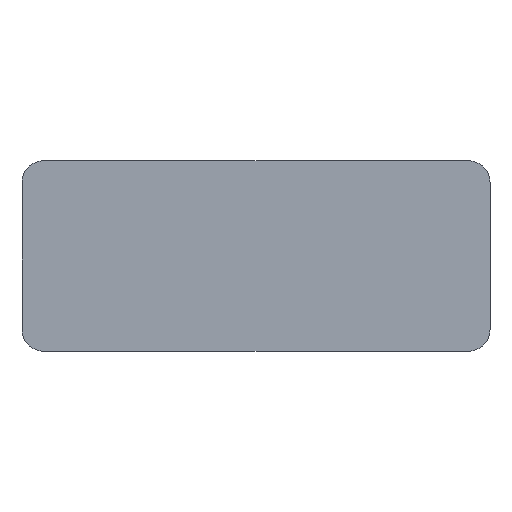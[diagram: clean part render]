
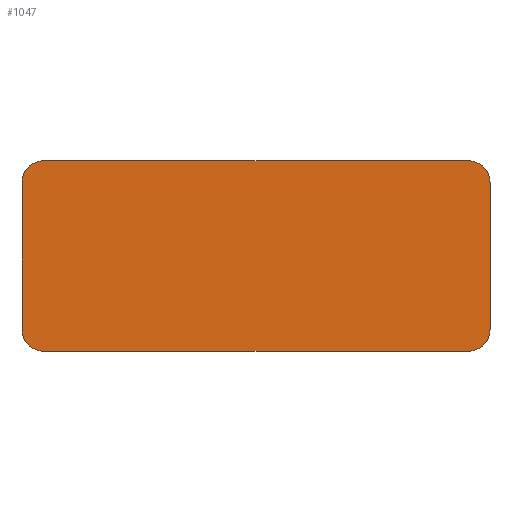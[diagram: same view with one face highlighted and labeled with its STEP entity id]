
A CAD part, top view. The second image highlights one B-rep face of the part: STEP entity #1047.
In plain terms, the highlighted planar face has unit normal (0, 0, 1).
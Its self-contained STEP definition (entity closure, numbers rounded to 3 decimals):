
#49=PLANE('',#1141);
#101=FACE_OUTER_BOUND('',#161,.T.);
#161=EDGE_LOOP('',(#917,#918,#919,#920,#921,#922,#923,#924));
#255=LINE('',#1696,#365);
#258=LINE('',#1704,#368);
#261=LINE('',#1712,#371);
#264=LINE('',#1719,#374);
#365=VECTOR('',#1379,40.386);
#368=VECTOR('',#1388,13.97);
#371=VECTOR('',#1397,40.386);
#374=VECTOR('',#1406,13.97);
#427=CIRCLE('',#1130,2.083);
#428=CIRCLE('',#1133,2.083);
#429=CIRCLE('',#1136,2.083);
#430=CIRCLE('',#1139,2.083);
#515=VERTEX_POINT('',#1689);
#516=VERTEX_POINT('',#1690);
#517=VERTEX_POINT('',#1695);
#518=VERTEX_POINT('',#1699);
#519=VERTEX_POINT('',#1703);
#520=VERTEX_POINT('',#1707);
#521=VERTEX_POINT('',#1711);
#522=VERTEX_POINT('',#1715);
#645=EDGE_CURVE('',#515,#516,#427,.T.);
#648=EDGE_CURVE('',#516,#517,#255,.T.);
#650=EDGE_CURVE('',#517,#518,#428,.T.);
#652=EDGE_CURVE('',#518,#519,#258,.T.);
#654=EDGE_CURVE('',#519,#520,#429,.T.);
#656=EDGE_CURVE('',#520,#521,#261,.T.);
#658=EDGE_CURVE('',#521,#522,#430,.T.);
#660=EDGE_CURVE('',#522,#515,#264,.T.);
#917=ORIENTED_EDGE('',*,*,#660,.T.);
#918=ORIENTED_EDGE('',*,*,#645,.T.);
#919=ORIENTED_EDGE('',*,*,#648,.T.);
#920=ORIENTED_EDGE('',*,*,#650,.T.);
#921=ORIENTED_EDGE('',*,*,#652,.T.);
#922=ORIENTED_EDGE('',*,*,#654,.T.);
#923=ORIENTED_EDGE('',*,*,#656,.T.);
#924=ORIENTED_EDGE('',*,*,#658,.T.);
#1047=ADVANCED_FACE('',(#101),#49,.T.);
#1130=AXIS2_PLACEMENT_3D('',#1691,#1373,#1374);
#1133=AXIS2_PLACEMENT_3D('',#1700,#1383,#1384);
#1136=AXIS2_PLACEMENT_3D('',#1708,#1392,#1393);
#1139=AXIS2_PLACEMENT_3D('',#1716,#1401,#1402);
#1141=AXIS2_PLACEMENT_3D('',#1720,#1407,#1408);
#1373=DIRECTION('center_axis',(0.,0.,1.));
#1374=DIRECTION('ref_axis',(1.,0.,0.));
#1379=DIRECTION('',(-1.,0.,0.));
#1383=DIRECTION('center_axis',(0.,0.,1.));
#1384=DIRECTION('ref_axis',(0.,1.,0.));
#1388=DIRECTION('',(0.,-1.,0.));
#1392=DIRECTION('center_axis',(0.,0.,1.));
#1393=DIRECTION('ref_axis',(-1.,0.,0.));
#1397=DIRECTION('',(1.,0.,0.));
#1401=DIRECTION('center_axis',(0.,0.,1.));
#1402=DIRECTION('ref_axis',(0.,-1.,0.));
#1406=DIRECTION('',(0.,1.,0.));
#1407=DIRECTION('center_axis',(0.,0.,1.));
#1408=DIRECTION('ref_axis',(1.,0.,0.));
#1689=CARTESIAN_POINT('',(22.276,6.985,19.552));
#1690=CARTESIAN_POINT('',(20.193,9.068,19.552));
#1691=CARTESIAN_POINT('Origin',(20.193,6.985,19.552));
#1695=CARTESIAN_POINT('',(-20.193,9.068,19.552));
#1696=CARTESIAN_POINT('',(20.193,9.068,19.552));
#1699=CARTESIAN_POINT('',(-22.276,6.985,19.552));
#1700=CARTESIAN_POINT('Origin',(-20.193,6.985,19.552));
#1703=CARTESIAN_POINT('',(-22.276,-6.985,19.552));
#1704=CARTESIAN_POINT('',(-22.276,6.985,19.552));
#1707=CARTESIAN_POINT('',(-20.193,-9.068,19.552));
#1708=CARTESIAN_POINT('Origin',(-20.193,-6.985,19.552));
#1711=CARTESIAN_POINT('',(20.193,-9.068,19.552));
#1712=CARTESIAN_POINT('',(-20.193,-9.068,19.552));
#1715=CARTESIAN_POINT('',(22.276,-6.985,19.552));
#1716=CARTESIAN_POINT('Origin',(20.193,-6.985,19.552));
#1719=CARTESIAN_POINT('',(22.276,-6.985,19.552));
#1720=CARTESIAN_POINT('Origin',(0.,0.,
19.552));
